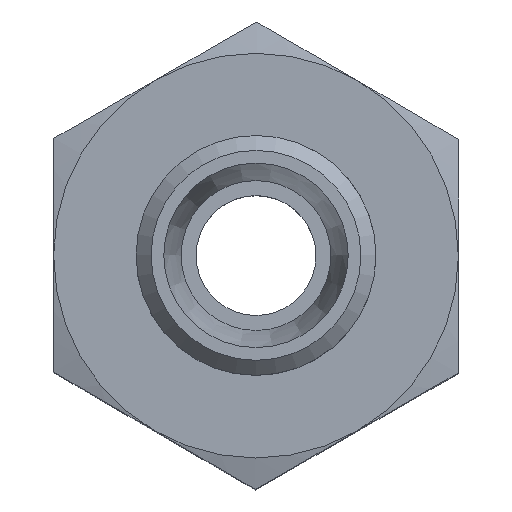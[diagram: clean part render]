
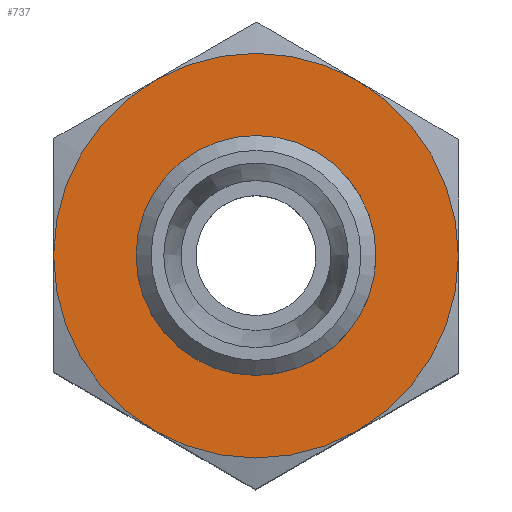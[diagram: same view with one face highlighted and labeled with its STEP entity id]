
A CAD part, top view. The second image highlights one B-rep face of the part: STEP entity #737.
In plain terms, the highlighted planar face has unit normal (0, 0, 1).
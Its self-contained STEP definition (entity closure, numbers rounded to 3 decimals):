
#353=CARTESIAN_POINT('',(6.785,11.671,26.0));
#354=VERTEX_POINT('',#353);
#407=CARTESIAN_POINT('',(-6.715,11.712,26.0));
#408=VERTEX_POINT('',#407);
#454=CARTESIAN_POINT('',(-13.5,0.041,26.0));
#455=VERTEX_POINT('',#454);
#664=CARTESIAN_POINT('',(7.85,0.,26.0));
#665=VERTEX_POINT('',#664);
#666=CARTESIAN_POINT('',(0.,0.,26.0));
#667=DIRECTION('',(0.0,0.0,1.0));
#668=DIRECTION('',(-1.0,0.0,0.0));
#669=AXIS2_PLACEMENT_3D('',#666,#667,#668);
#670=CIRCLE('',#669,7.85);
#671=EDGE_CURVE('',#665,#665,#670,.T.);
#679=CARTESIAN_POINT('',(0.,0.,26.0));
#680=DIRECTION('',(0.0,0.0,1.0));
#681=DIRECTION('',(1.0,0.0,0.0));
#682=AXIS2_PLACEMENT_3D('',#679,#680,#681);
#683=PLANE('',#682);
#684=CARTESIAN_POINT('',(0.,0.,26.0));
#685=DIRECTION('',(0.0,0.0,1.0));
#686=DIRECTION('',(-1.0,0.0,0.0));
#687=AXIS2_PLACEMENT_3D('',#684,#685,#686);
#688=CIRCLE('',#687,13.5);
#689=EDGE_CURVE('',#354,#408,#688,.T.);
#690=ORIENTED_EDGE('',*,*,#689,.T.);
#691=CARTESIAN_POINT('',(0.,0.,26.0));
#692=DIRECTION('',(0.0,0.0,1.0));
#693=DIRECTION('',(-1.0,0.0,0.0));
#694=AXIS2_PLACEMENT_3D('',#691,#692,#693);
#695=CIRCLE('',#694,13.5);
#696=EDGE_CURVE('',#408,#455,#695,.T.);
#697=ORIENTED_EDGE('',*,*,#696,.T.);
#698=CARTESIAN_POINT('',(-6.785,-11.671,26.0));
#699=VERTEX_POINT('',#698);
#700=CARTESIAN_POINT('',(0.,0.,26.0));
#701=DIRECTION('',(0.0,0.0,1.0));
#702=DIRECTION('',(-1.0,0.0,0.0));
#703=AXIS2_PLACEMENT_3D('',#700,#701,#702);
#704=CIRCLE('',#703,13.5);
#705=EDGE_CURVE('',#455,#699,#704,.T.);
#706=ORIENTED_EDGE('',*,*,#705,.T.);
#707=CARTESIAN_POINT('',(6.715,-11.712,26.0));
#708=VERTEX_POINT('',#707);
#709=CARTESIAN_POINT('',(0.,0.,26.0));
#710=DIRECTION('',(0.0,0.0,1.0));
#711=DIRECTION('',(-1.0,0.0,0.0));
#712=AXIS2_PLACEMENT_3D('',#709,#710,#711);
#713=CIRCLE('',#712,13.5);
#714=EDGE_CURVE('',#699,#708,#713,.T.);
#715=ORIENTED_EDGE('',*,*,#714,.T.);
#716=CARTESIAN_POINT('',(13.5,-0.041,26.0));
#717=VERTEX_POINT('',#716);
#718=CARTESIAN_POINT('',(0.,0.,26.0));
#719=DIRECTION('',(0.0,0.0,1.0));
#720=DIRECTION('',(-1.0,0.0,0.0));
#721=AXIS2_PLACEMENT_3D('',#718,#719,#720);
#722=CIRCLE('',#721,13.5);
#723=EDGE_CURVE('',#708,#717,#722,.T.);
#724=ORIENTED_EDGE('',*,*,#723,.T.);
#725=CARTESIAN_POINT('',(0.,0.,26.0));
#726=DIRECTION('',(0.0,0.0,1.0));
#727=DIRECTION('',(-1.0,0.0,0.0));
#728=AXIS2_PLACEMENT_3D('',#725,#726,#727);
#729=CIRCLE('',#728,13.5);
#730=EDGE_CURVE('',#717,#354,#729,.T.);
#731=ORIENTED_EDGE('',*,*,#730,.T.);
#732=EDGE_LOOP('',(#690,#697,#706,#715,#724,#731));
#733=FACE_OUTER_BOUND('',#732,.T.);
#734=ORIENTED_EDGE('',*,*,#671,.F.);
#735=EDGE_LOOP('',(#734));
#736=FACE_BOUND('',#735,.T.);
#737=ADVANCED_FACE('',(#733,#736),#683,.T.);
